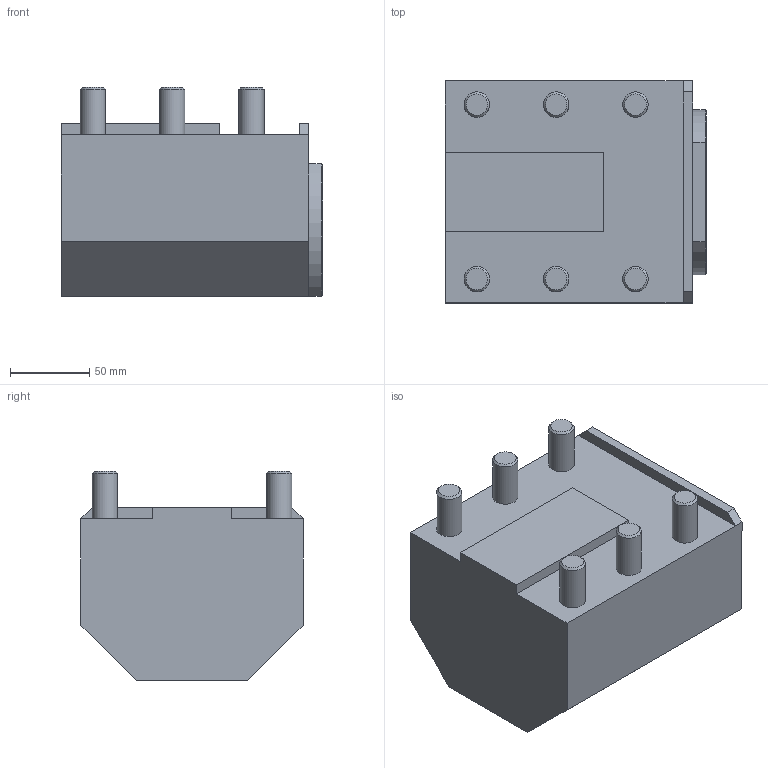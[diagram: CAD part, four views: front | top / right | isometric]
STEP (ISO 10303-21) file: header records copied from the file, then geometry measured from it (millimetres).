
FILE_DESCRIPTION(/* description */ (''),/* implementation_level */ '2;1');
FILE_NAME(/* name */ '1527739475385.stp',/* time_stamp */ '2018-05-31T09:34:47+05:00',/* author */ (''),/* organization */ ('SMS'),/* preprocessor_version */ 'ST-DEVELOPER v15',/* originating_system */ 'SIEMENS PLM Software NX 8.5',/* authorisation */ '');
FILE_SCHEMA (('AUTOMOTIVE_DESIGN { 1 0 10303 214 3 1 1 1 }'));
Length unit declared in the file: millimetre
Products named in the file (1): 201613690mod000_00
Bounding box: 165 x 140 x 132 mm (x, y, z)
Volume: 2125132.8 mm3; surface area: 115792.8 mm2
Topology: 1 solids, 1 shells, 54 faces, 121 edges, 82 vertices
Faces by surface type: plane 30, cone 14, cylinder 10
Full cylindrical faces by diameter (mm): 4 x1, 16 x6, 63 x1
Entity records: 1499 total; most frequent: CARTESIAN_POINT 302, DIRECTION 250, ORIENTED_EDGE 200, EDGE_CURVE 100, AXIS2_PLACEMENT_3D 97, EDGE_LOOP 78, VERTEX_POINT 72, LINE 56
